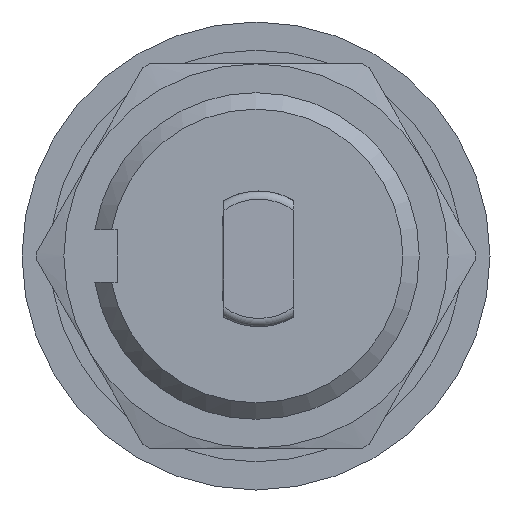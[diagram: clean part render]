
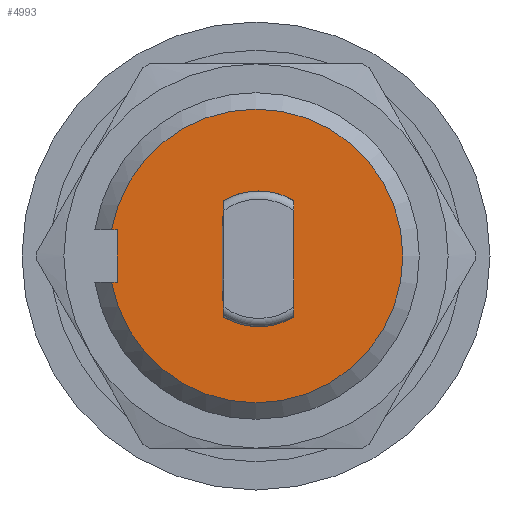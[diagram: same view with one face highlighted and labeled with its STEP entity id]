
A CAD part, front view. The second image highlights one B-rep face of the part: STEP entity #4993.
In plain terms, the highlighted planar face has unit normal (0, -1, 0).
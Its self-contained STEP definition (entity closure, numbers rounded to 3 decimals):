
#4844=CARTESIAN_POINT('',(0.,-11.9,0.));
#4845=DIRECTION('',(0.,1.,0.));
#4846=DIRECTION('',(-0.984,0.,0.178));
#4847=AXIS2_PLACEMENT_3D('',#4844,#4845,#4846);
#4849=CARTESIAN_POINT('',(0.,-11.9,0.));
#4850=DIRECTION('',(0.,1.,0.));
#4851=DIRECTION('',(0.,0.,1.));
#4852=AXIS2_PLACEMENT_3D('',#4849,#4850,#4851);
#4854=CARTESIAN_POINT('',(0.,-11.9,0.));
#4855=DIRECTION('',(0.,1.,0.));
#4856=DIRECTION('',(0.,0.,-1.));
#4857=AXIS2_PLACEMENT_3D('',#4854,#4855,#4856);
#4859=DIRECTION('',(1.,0.,0.));
#4860=VECTOR('',#4859,0.215);
#4861=CARTESIAN_POINT('',(-5.265,-11.9,-0.95));
#4862=LINE('',#4861,#4860);
#4863=DIRECTION('',(0.,0.,-1.));
#4864=VECTOR('',#4863,1.9);
#4865=CARTESIAN_POINT('',(-5.05,-11.9,0.95));
#4866=LINE('',#4865,#4864);
#4917=DIRECTION('',(1.,0.,0.));
#4918=VECTOR('',#4917,0.215);
#4919=CARTESIAN_POINT('',(-5.265,-11.9,0.95));
#4920=LINE('',#4919,#4918);
#4943=CARTESIAN_POINT('',(-5.05,-11.9,0.95));
#4944=CARTESIAN_POINT('',(-5.05,-11.9,-0.95));
#4945=VERTEX_POINT('',#4943);
#4946=VERTEX_POINT('',#4944);
#4947=CARTESIAN_POINT('',(-5.265,-11.9,0.95));
#4948=VERTEX_POINT('',#4947);
#4949=CARTESIAN_POINT('',(0.,-11.9,-5.35));
#4950=CARTESIAN_POINT('',(-5.265,-11.9,-0.95));
#4951=VERTEX_POINT('',#4949);
#4952=VERTEX_POINT('',#4950);
#4953=CARTESIAN_POINT('',(0.,-11.9,5.35));
#4954=VERTEX_POINT('',#4953);
#4974=CARTESIAN_POINT('',(0.,-11.9,0.));
#4975=DIRECTION('',(0.,1.,0.));
#4976=DIRECTION('',(1.,0.,0.));
#4977=AXIS2_PLACEMENT_3D('',#4974,#4975,#4976);
#4978=PLANE('',#4977);
#4980=ORIENTED_EDGE('',*,*,#4979,.F.);
#4982=ORIENTED_EDGE('',*,*,#4981,.F.);
#4984=ORIENTED_EDGE('',*,*,#4983,.T.);
#4986=ORIENTED_EDGE('',*,*,#4985,.T.);
#4988=ORIENTED_EDGE('',*,*,#4987,.T.);
#4990=ORIENTED_EDGE('',*,*,#4989,.T.);
#4991=EDGE_LOOP('',(#4980,#4982,#4984,#4986,#4988,#4990));
#4992=FACE_OUTER_BOUND('',#4991,.F.);
#4993=ADVANCED_FACE('',(#4992),#4978,.F.);
#4848=CIRCLE('',#4847,5.35);
#4853=CIRCLE('',#4852,5.35);
#4858=CIRCLE('',#4857,5.35);
#4979=EDGE_CURVE('',#4945,#4946,#4866,.T.);
#4981=EDGE_CURVE('',#4948,#4945,#4920,.T.);
#4983=EDGE_CURVE('',#4948,#4954,#4848,.T.);
#4985=EDGE_CURVE('',#4954,#4951,#4853,.T.);
#4987=EDGE_CURVE('',#4951,#4952,#4858,.T.);
#4989=EDGE_CURVE('',#4952,#4946,#4862,.T.);
